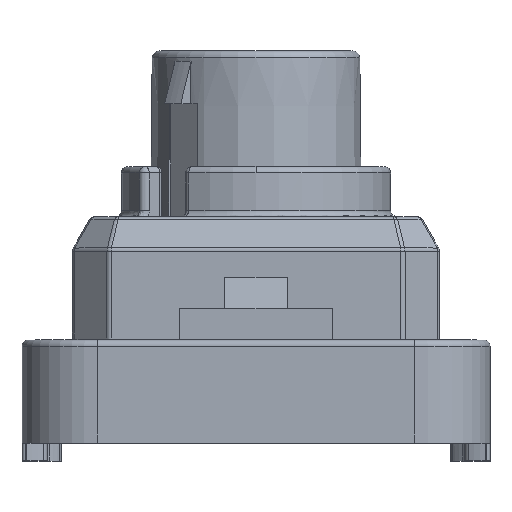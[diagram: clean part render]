
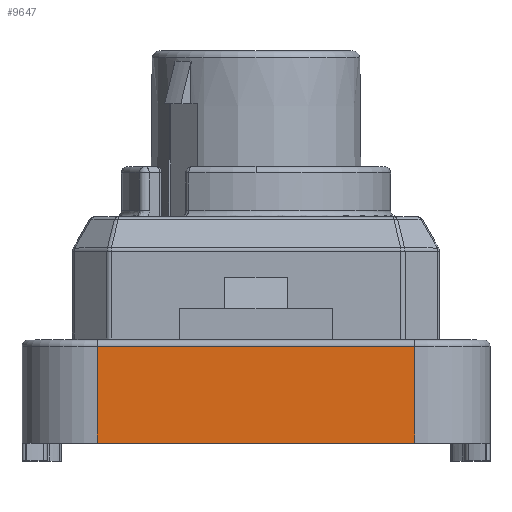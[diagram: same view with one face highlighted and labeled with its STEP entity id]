
A CAD part, top view. The second image highlights one B-rep face of the part: STEP entity #9647.
In plain terms, the highlighted planar face has unit normal (0, 0, 1).
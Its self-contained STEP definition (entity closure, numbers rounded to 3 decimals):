
#246 = VERTEX_POINT ( 'NONE', #392 ) ;
#257 = FACE_OUTER_BOUND ( 'NONE', #13309, .T. ) ;
#392 = CARTESIAN_POINT ( 'NONE',  ( -6.3, -9.1, 9.075 ) ) ;
#941 = VECTOR ( 'NONE', #7627, 1000. ) ;
#1391 = EDGE_CURVE ( 'NONE', #16539, #11926, #12428, .T. ) ;
#2076 = CARTESIAN_POINT ( 'NONE',  ( 6.3, -9.1, 9.075 ) ) ;
#2624 = VECTOR ( 'NONE', #9617, 1000. ) ;
#3262 = ORIENTED_EDGE ( 'NONE', *, *, #9443, .T. ) ;
#3822 = LINE ( 'NONE', #9265, #2624 ) ;
#5105 = VERTEX_POINT ( 'NONE', #2076 ) ;
#5129 = LINE ( 'NONE', #15846, #941 ) ;
#5368 = LINE ( 'NONE', #6522, #15519 ) ;
#5641 = CARTESIAN_POINT ( 'NONE',  ( 0., -5.25, 9.075 ) ) ;
#6188 = DIRECTION ( 'NONE',  ( 0., -1., 0. ) ) ;
#6438 = VECTOR ( 'NONE', #15186, 1000. ) ;
#6522 = CARTESIAN_POINT ( 'NONE',  ( -6.3, -9.1, 9.075 ) ) ;
#6866 = CARTESIAN_POINT ( 'NONE',  ( 0., -9.1, 9.075 ) ) ;
#6992 = ORIENTED_EDGE ( 'NONE', *, *, #12550, .T. ) ;
#7051 = DIRECTION ( 'NONE',  ( -1., 0., 0. ) ) ;
#7591 = ORIENTED_EDGE ( 'NONE', *, *, #1391, .T. ) ;
#7627 = DIRECTION ( 'NONE',  ( 0., 1., 0. ) ) ;
#8313 = CARTESIAN_POINT ( 'NONE',  ( 6.3, -5.25, 9.075 ) ) ;
#8393 = PLANE ( 'NONE',  #9255 ) ;
#9255 = AXIS2_PLACEMENT_3D ( 'NONE', #6866, #10818, #7051 ) ;
#9265 = CARTESIAN_POINT ( 'NONE',  ( 0., -9.1, 9.075 ) ) ;
#9339 = ORIENTED_EDGE ( 'NONE', *, *, #11548, .F. ) ;
#9443 = EDGE_CURVE ( 'NONE', #11926, #246, #5368, .T. ) ;
#9617 = DIRECTION ( 'NONE',  ( -1., 0., 0. ) ) ;
#9647 = ADVANCED_FACE ( 'NONE', ( #257 ), #8393, .F. ) ;
#10818 = DIRECTION ( 'NONE',  ( 0., 0., -1. ) ) ;
#11426 = CARTESIAN_POINT ( 'NONE',  ( -6.3, -5.25, 9.075 ) ) ;
#11548 = EDGE_CURVE ( 'NONE', #5105, #246, #3822, .T. ) ;
#11926 = VERTEX_POINT ( 'NONE', #11426 ) ;
#12428 = LINE ( 'NONE', #5641, #6438 ) ;
#12550 = EDGE_CURVE ( 'NONE', #5105, #16539, #5129, .T. ) ;
#13309 = EDGE_LOOP ( 'NONE', ( #6992, #7591, #3262, #9339 ) ) ;
#15186 = DIRECTION ( 'NONE',  ( -1., 0., 0. ) ) ;
#15519 = VECTOR ( 'NONE', #6188, 1000. ) ;
#15846 = CARTESIAN_POINT ( 'NONE',  ( 6.3, -9.1, 9.075 ) ) ;
#16539 = VERTEX_POINT ( 'NONE', #8313 ) ;
